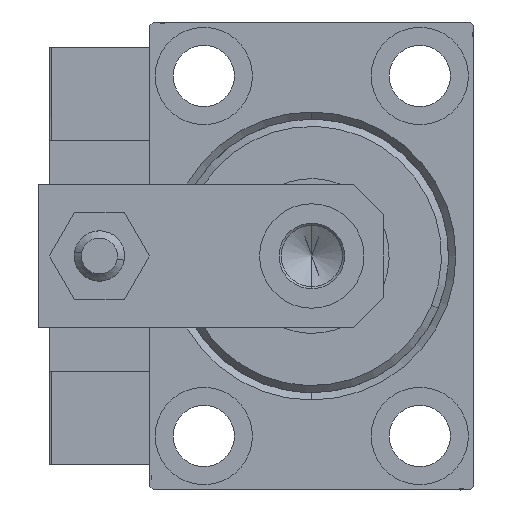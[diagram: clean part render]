
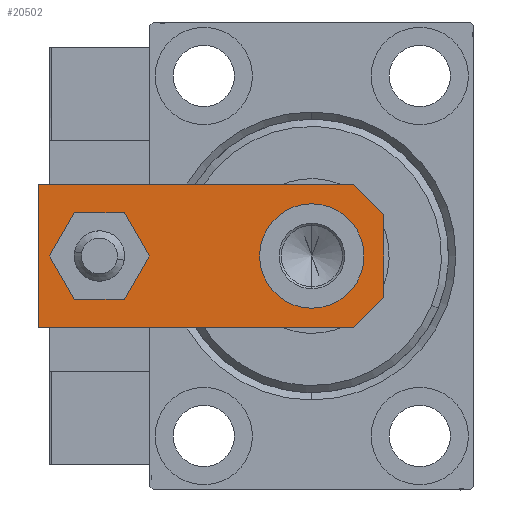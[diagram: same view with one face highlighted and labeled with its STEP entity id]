
A CAD part, left-side view. The second image highlights one B-rep face of the part: STEP entity #20502.
In plain terms, the highlighted face is planar.
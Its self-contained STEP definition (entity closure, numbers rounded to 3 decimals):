
#139 = LINE ( 'NONE', #35282, #3620 ) ;
#1309 = AXIS2_PLACEMENT_3D ( 'NONE', #47984, #1655, #29675 ) ;
#1655 = DIRECTION ( 'NONE',  ( 0., 0., 1. ) ) ;
#1880 = DIRECTION ( 'NONE',  ( 0., 0., 1. ) ) ;
#2156 = FACE_OUTER_BOUND ( 'NONE', #41090, .T. ) ;
#3173 = CARTESIAN_POINT ( 'NONE',  ( -7.25, 10., 6. ) ) ;
#3562 = CARTESIAN_POINT ( 'NONE',  ( -10., 0., 6. ) ) ;
#3620 = VECTOR ( 'NONE', #12622, 1000. ) ;
#3675 = VECTOR ( 'NONE', #45094, 1000. ) ;
#3749 = CARTESIAN_POINT ( 'NONE',  ( 0., 39.5, 6. ) ) ;
#4319 = DIRECTION ( 'NONE',  ( 0., 1., 0. ) ) ;
#4496 = VECTOR ( 'NONE', #36810, 1000. ) ;
#4981 = VERTEX_POINT ( 'NONE', #40448 ) ;
#5347 = VECTOR ( 'NONE', #39694, 1000. ) ;
#5492 = EDGE_CURVE ( 'NONE', #35832, #39886, #21251, .T. ) ;
#6207 = AXIS2_PLACEMENT_3D ( 'NONE', #3749, #42725, #19293 ) ;
#7337 = DIRECTION ( 'NONE',  ( 0., 0., 1. ) ) ;
#7754 = EDGE_CURVE ( 'NONE', #39886, #35832, #13192, .T. ) ;
#8188 = DIRECTION ( 'NONE',  ( 0., 0., 1. ) ) ;
#8518 = VERTEX_POINT ( 'NONE', #34353 ) ;
#9532 = DIRECTION ( 'NONE',  ( 1., 0., 0. ) ) ;
#9801 = FACE_BOUND ( 'NONE', #34134, .T. ) ;
#10100 = CARTESIAN_POINT ( 'NONE',  ( 10., 4.24, 6. ) ) ;
#10324 = LINE ( 'NONE', #13145, #4496 ) ;
#11477 = EDGE_CURVE ( 'NONE', #36251, #25210, #40990, .T. ) ;
#12250 = ORIENTED_EDGE ( 'NONE', *, *, #17474, .T. ) ;
#12622 = DIRECTION ( 'NONE',  ( 0., -1., 0. ) ) ;
#12765 = DIRECTION ( 'NONE',  ( 1., 0., 0. ) ) ;
#13130 = PLANE ( 'NONE',  #1309 ) ;
#13145 = CARTESIAN_POINT ( 'NONE',  ( -2.88, -2.88, 6. ) ) ;
#13192 = CIRCLE ( 'NONE', #30274, 7.25 ) ;
#17474 = EDGE_CURVE ( 'NONE', #34680, #42972, #139, .T. ) ;
#17529 = CARTESIAN_POINT ( 'NONE',  ( 2.88, -2.88, 6. ) ) ;
#18233 = EDGE_CURVE ( 'NONE', #8518, #34680, #23706, .T. ) ;
#18311 = CARTESIAN_POINT ( 'NONE',  ( 7.25, 10., 6. ) ) ;
#18653 = EDGE_CURVE ( 'NONE', #42972, #4981, #10324, .T. ) ;
#18940 = CARTESIAN_POINT ( 'NONE',  ( 5.76, 0., 6. ) ) ;
#19293 = DIRECTION ( 'NONE',  ( 1., 0., 0. ) ) ;
#19524 = EDGE_CURVE ( 'NONE', #21589, #43982, #21096, .T. ) ;
#19962 = VECTOR ( 'NONE', #4319, 1000. ) ;
#20502 = ADVANCED_FACE ( 'NONE', ( #25603, #2156, #9801 ), #13130, .T. ) ;
#21096 = LINE ( 'NONE', #17529, #5347 ) ;
#21122 = CARTESIAN_POINT ( 'NONE',  ( -10., 48., 6. ) ) ;
#21251 = CIRCLE ( 'NONE', #47260, 7.25 ) ;
#21589 = VERTEX_POINT ( 'NONE', #18940 ) ;
#22533 = CARTESIAN_POINT ( 'NONE',  ( 0., 10., 6. ) ) ;
#22869 = DIRECTION ( 'NONE',  ( 1., 0., 0. ) ) ;
#23706 = LINE ( 'NONE', #43325, #28890 ) ;
#24302 = ORIENTED_EDGE ( 'NONE', *, *, #5492, .F. ) ;
#25210 = VERTEX_POINT ( 'NONE', #31566 ) ;
#25603 = FACE_BOUND ( 'NONE', #29547, .T. ) ;
#26016 = ORIENTED_EDGE ( 'NONE', *, *, #19524, .T. ) ;
#26655 = CARTESIAN_POINT ( 'NONE',  ( 4., 39.5, 6. ) ) ;
#28273 = CARTESIAN_POINT ( 'NONE',  ( 10., 0., 6. ) ) ;
#28890 = VECTOR ( 'NONE', #39247, 1000. ) ;
#29392 = CARTESIAN_POINT ( 'NONE',  ( 0., 39.5, 6. ) ) ;
#29547 = EDGE_LOOP ( 'NONE', ( #49678, #49742 ) ) ;
#29675 = DIRECTION ( 'NONE',  ( 1., 0., 0. ) ) ;
#29843 = LINE ( 'NONE', #3562, #3675 ) ;
#30274 = AXIS2_PLACEMENT_3D ( 'NONE', #46029, #7337, #22869 ) ;
#31566 = CARTESIAN_POINT ( 'NONE',  ( -4., 39.5, 6. ) ) ;
#32784 = ORIENTED_EDGE ( 'NONE', *, *, #7754, .F. ) ;
#33461 = EDGE_CURVE ( 'NONE', #43982, #8518, #39217, .T. ) ;
#34134 = EDGE_LOOP ( 'NONE', ( #32784, #24302 ) ) ;
#34353 = CARTESIAN_POINT ( 'NONE',  ( 10., 48., 6. ) ) ;
#34549 = EDGE_CURVE ( 'NONE', #4981, #21589, #29843, .T. ) ;
#34680 = VERTEX_POINT ( 'NONE', #21122 ) ;
#34870 = EDGE_CURVE ( 'NONE', #25210, #36251, #48462, .T. ) ;
#35031 = ORIENTED_EDGE ( 'NONE', *, *, #33461, .T. ) ;
#35282 = CARTESIAN_POINT ( 'NONE',  ( -10., 48., 6. ) ) ;
#35832 = VERTEX_POINT ( 'NONE', #18311 ) ;
#36251 = VERTEX_POINT ( 'NONE', #26655 ) ;
#36810 = DIRECTION ( 'NONE',  ( 0.707, -0.707, 0. ) ) ;
#38535 = AXIS2_PLACEMENT_3D ( 'NONE', #29392, #1880, #9532 ) ;
#39217 = LINE ( 'NONE', #28273, #19962 ) ;
#39247 = DIRECTION ( 'NONE',  ( -1., 0., 0. ) ) ;
#39694 = DIRECTION ( 'NONE',  ( 0.707, 0.707, 0. ) ) ;
#39886 = VERTEX_POINT ( 'NONE', #3173 ) ;
#40448 = CARTESIAN_POINT ( 'NONE',  ( -5.76, 0., 6. ) ) ;
#40797 = ORIENTED_EDGE ( 'NONE', *, *, #18233, .T. ) ;
#40990 = CIRCLE ( 'NONE', #38535, 4. ) ;
#41090 = EDGE_LOOP ( 'NONE', ( #12250, #44101, #43091, #26016, #35031, #40797 ) ) ;
#42725 = DIRECTION ( 'NONE',  ( 0., 0., 1. ) ) ;
#42972 = VERTEX_POINT ( 'NONE', #47452 ) ;
#43091 = ORIENTED_EDGE ( 'NONE', *, *, #34549, .T. ) ;
#43325 = CARTESIAN_POINT ( 'NONE',  ( 10., 48., 6. ) ) ;
#43982 = VERTEX_POINT ( 'NONE', #10100 ) ;
#44101 = ORIENTED_EDGE ( 'NONE', *, *, #18653, .T. ) ;
#45094 = DIRECTION ( 'NONE',  ( 1., 0., 0. ) ) ;
#46029 = CARTESIAN_POINT ( 'NONE',  ( 0., 10., 6. ) ) ;
#47260 = AXIS2_PLACEMENT_3D ( 'NONE', #22533, #8188, #12765 ) ;
#47452 = CARTESIAN_POINT ( 'NONE',  ( -10., 4.24, 6. ) ) ;
#47984 = CARTESIAN_POINT ( 'NONE',  ( 0., 0., 6. ) ) ;
#48462 = CIRCLE ( 'NONE', #6207, 4. ) ;
#49678 = ORIENTED_EDGE ( 'NONE', *, *, #34870, .F. ) ;
#49742 = ORIENTED_EDGE ( 'NONE', *, *, #11477, .F. ) ;
